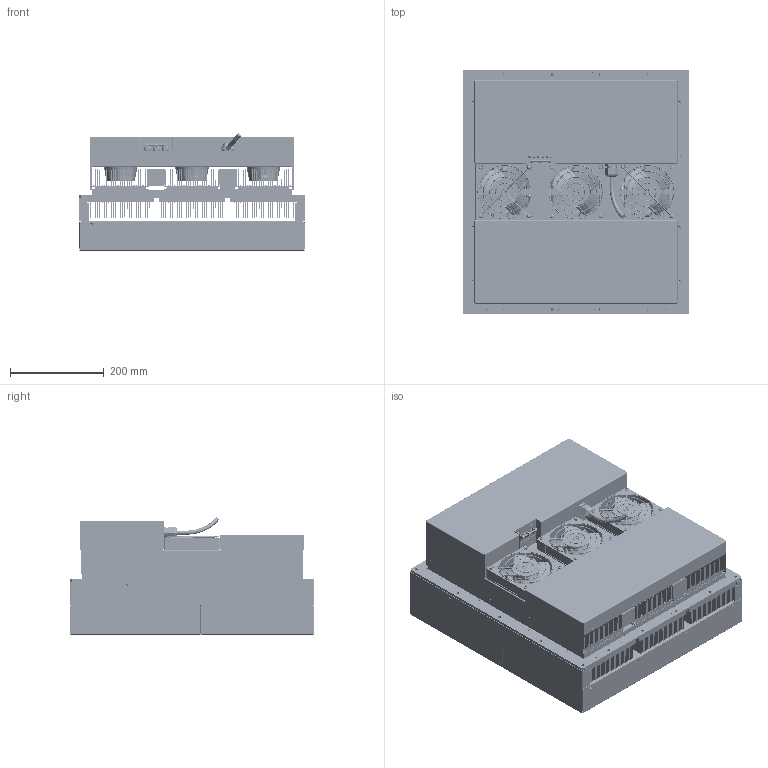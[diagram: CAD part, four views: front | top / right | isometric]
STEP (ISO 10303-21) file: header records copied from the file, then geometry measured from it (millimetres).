
FILE_DESCRIPTION (( 'STEP AP203' ), '1' );
FILE_NAME ('AHP-3253.STEP', '2016-05-11T14:38:35', ( '' ), ( '' ), 'SwSTEP 2.0', 'SolidWorks 2016', '' );
FILE_SCHEMA (( 'CONFIG_CONTROL_DESIGN' ));
Products named in the file (1): AHP-3253
Bounding box: 483.16 x 521.21 x 250.32 mm (x, y, z)
Surface area: 8291532.2 mm2 (no closed solid volume)
Topology: 0 solids, 263 shells, 2970 faces, 13924 edges, 10728 vertices
Faces by surface type: plane 1587, cylinder 1201, bspline 156, cone 26
Entity records: 185054 total; most frequent: CARTESIAN_POINT 82955, ORIENTED_EDGE 19617, DIRECTION 18180, EDGE_CURVE 13916, VERTEX_POINT 10724, LINE 6846, VECTOR 6846, AXIS2_PLACEMENT_3D 5667
